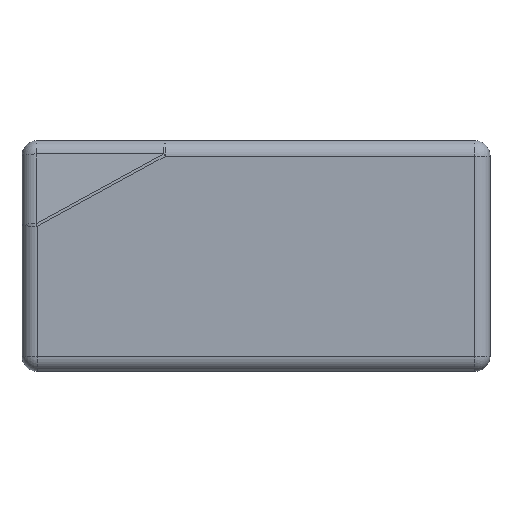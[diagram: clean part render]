
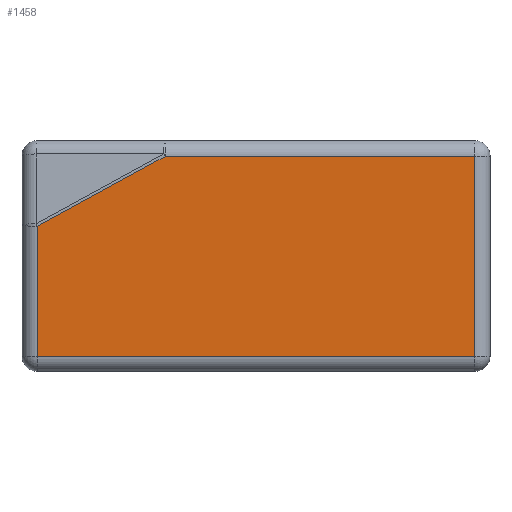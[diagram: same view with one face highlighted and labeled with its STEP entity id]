
A CAD part, top view. The second image highlights one B-rep face of the part: STEP entity #1458.
In plain terms, the highlighted planar face has unit normal (0, -0.04, 0.999).
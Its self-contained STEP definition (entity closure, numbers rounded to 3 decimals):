
#100 = CYLINDRICAL_SURFACE('',#101,5.);
#101 = AXIS2_PLACEMENT_3D('',#102,#103,#104);
#102 = CARTESIAN_POINT('',(0.,5.,10.196));
#103 = DIRECTION('',(1.,0.,0.));
#104 = DIRECTION('',(0.,-1.,0.));
#663 = VERTEX_POINT('',#664);
#664 = CARTESIAN_POINT('',(5.,4.8,15.192));
#686 = EDGE_CURVE('',#663,#687,#689,.T.);
#687 = VERTEX_POINT('',#688);
#688 = CARTESIAN_POINT('',(147.,4.8,15.192));
#689 = SURFACE_CURVE('',#690,(#694,#701),.PCURVE_S1.);
#690 = LINE('',#691,#692);
#691 = CARTESIAN_POINT('',(0.,4.8,15.192));
#692 = VECTOR('',#693,1.);
#693 = DIRECTION('',(1.,0.,0.));
#694 = PCURVE('',#100,#695);
#695 = DEFINITIONAL_REPRESENTATION('',(#696),#700);
#696 = LINE('',#697,#698);
#697 = CARTESIAN_POINT('',(-1.531,0.));
#698 = VECTOR('',#699,1.);
#699 = DIRECTION('',(-0.,1.));
#700 = ( GEOMETRIC_REPRESENTATION_CONTEXT(2) 
PARAMETRIC_REPRESENTATION_CONTEXT() REPRESENTATION_CONTEXT('2D SPACE',''
  ) );
#701 = PCURVE('',#702,#707);
#702 = PLANE('',#703);
#703 = AXIS2_PLACEMENT_3D('',#704,#705,#706);
#704 = CARTESIAN_POINT('',(0.,0.,15.));
#705 = DIRECTION('',(0.,-0.04,0.999));
#706 = DIRECTION('',(0.,0.999,0.04));
#707 = DEFINITIONAL_REPRESENTATION('',(#708),#712);
#708 = LINE('',#709,#710);
#709 = CARTESIAN_POINT('',(4.804,0.));
#710 = VECTOR('',#711,1.);
#711 = DIRECTION('',(0.,-1.));
#712 = ( GEOMETRIC_REPRESENTATION_CONTEXT(2) 
PARAMETRIC_REPRESENTATION_CONTEXT() REPRESENTATION_CONTEXT('2D SPACE',''
  ) );
#805 = CYLINDRICAL_SURFACE('',#806,5.);
#806 = AXIS2_PLACEMENT_3D('',#807,#808,#809);
#807 = CARTESIAN_POINT('',(5.,0.2,10.004));
#808 = DIRECTION('',(0.,0.999,0.04));
#809 = DIRECTION('',(0.,-0.04,0.999));
#839 = CYLINDRICAL_SURFACE('',#840,5.);
#840 = AXIS2_PLACEMENT_3D('',#841,#842,#843);
#841 = CARTESIAN_POINT('',(147.,0.2,10.004));
#842 = DIRECTION('',(0.,0.999,0.04));
#843 = DIRECTION('',(1.,0.,-0.));
#1012 = CYLINDRICAL_SURFACE('',#1013,5.);
#1013 = AXIS2_PLACEMENT_3D('',#1014,#1015,#1016);
#1014 = CARTESIAN_POINT('',(152.,70.,12.796));
#1015 = DIRECTION('',(-1.,0.,0.));
#1016 = DIRECTION('',(0.,-0.04,0.999));
#1458 = ADVANCED_FACE('',(#1459),#702,.T.);
#1459 = FACE_BOUND('',#1460,.T.);
#1460 = EDGE_LOOP('',(#1461,#1462,#1485,#1508,#1536));
#1461 = ORIENTED_EDGE('',*,*,#686,.T.);
#1462 = ORIENTED_EDGE('',*,*,#1463,.T.);
#1463 = EDGE_CURVE('',#687,#1464,#1466,.T.);
#1464 = VERTEX_POINT('',#1465);
#1465 = CARTESIAN_POINT('',(147.,69.8,17.792));
#1466 = SURFACE_CURVE('',#1467,(#1471,#1478),.PCURVE_S1.);
#1467 = LINE('',#1468,#1469);
#1468 = CARTESIAN_POINT('',(147.,0.,15.));
#1469 = VECTOR('',#1470,1.);
#1470 = DIRECTION('',(0.,0.999,0.04));
#1471 = PCURVE('',#702,#1472);
#1472 = DEFINITIONAL_REPRESENTATION('',(#1473),#1477);
#1473 = LINE('',#1474,#1475);
#1474 = CARTESIAN_POINT('',(0.,-147.));
#1475 = VECTOR('',#1476,1.);
#1476 = DIRECTION('',(1.,0.));
#1477 = ( GEOMETRIC_REPRESENTATION_CONTEXT(2) 
PARAMETRIC_REPRESENTATION_CONTEXT() REPRESENTATION_CONTEXT('2D SPACE',''
  ) );
#1478 = PCURVE('',#839,#1479);
#1479 = DEFINITIONAL_REPRESENTATION('',(#1480),#1484);
#1480 = LINE('',#1481,#1482);
#1481 = CARTESIAN_POINT('',(-1.571,0.));
#1482 = VECTOR('',#1483,1.);
#1483 = DIRECTION('',(-0.,1.));
#1484 = ( GEOMETRIC_REPRESENTATION_CONTEXT(2) 
PARAMETRIC_REPRESENTATION_CONTEXT() REPRESENTATION_CONTEXT('2D SPACE',''
  ) );
#1485 = ORIENTED_EDGE('',*,*,#1486,.T.);
#1486 = EDGE_CURVE('',#1464,#1487,#1489,.T.);
#1487 = VERTEX_POINT('',#1488);
#1488 = CARTESIAN_POINT('',(46.454,69.8,
    17.792));
#1489 = SURFACE_CURVE('',#1490,(#1494,#1501),.PCURVE_S1.);
#1490 = LINE('',#1491,#1492);
#1491 = CARTESIAN_POINT('',(152.,69.8,17.792));
#1492 = VECTOR('',#1493,1.);
#1493 = DIRECTION('',(-1.,0.,0.));
#1494 = PCURVE('',#702,#1495);
#1495 = DEFINITIONAL_REPRESENTATION('',(#1496),#1500);
#1496 = LINE('',#1497,#1498);
#1497 = CARTESIAN_POINT('',(69.856,-152.));
#1498 = VECTOR('',#1499,1.);
#1499 = DIRECTION('',(0.,1.));
#1500 = ( GEOMETRIC_REPRESENTATION_CONTEXT(2) 
PARAMETRIC_REPRESENTATION_CONTEXT() REPRESENTATION_CONTEXT('2D SPACE',''
  ) );
#1501 = PCURVE('',#1012,#1502);
#1502 = DEFINITIONAL_REPRESENTATION('',(#1503),#1507);
#1503 = LINE('',#1504,#1505);
#1504 = CARTESIAN_POINT('',(0.,0.));
#1505 = VECTOR('',#1506,1.);
#1506 = DIRECTION('',(0.,1.));
#1507 = ( GEOMETRIC_REPRESENTATION_CONTEXT(2) 
PARAMETRIC_REPRESENTATION_CONTEXT() REPRESENTATION_CONTEXT('2D SPACE',''
  ) );
#1508 = ORIENTED_EDGE('',*,*,#1509,.T.);
#1509 = EDGE_CURVE('',#1487,#1510,#1512,.T.);
#1510 = VERTEX_POINT('',#1511);
#1511 = CARTESIAN_POINT('',(5.,47.189,16.888));
#1512 = SURFACE_CURVE('',#1513,(#1517,#1524),.PCURVE_S1.);
#1513 = LINE('',#1514,#1515);
#1514 = CARTESIAN_POINT('',(55.227,74.585,17.983
    ));
#1515 = VECTOR('',#1516,1.);
#1516 = DIRECTION('',(-0.878,-0.479,-0.019
    ));
#1517 = PCURVE('',#702,#1518);
#1518 = DEFINITIONAL_REPRESENTATION('',(#1519),#1523);
#1519 = LINE('',#1520,#1521);
#1520 = CARTESIAN_POINT('',(74.645,-55.227));
#1521 = VECTOR('',#1522,1.);
#1522 = DIRECTION('',(-0.479,0.878));
#1523 = ( GEOMETRIC_REPRESENTATION_CONTEXT(2) 
PARAMETRIC_REPRESENTATION_CONTEXT() REPRESENTATION_CONTEXT('2D SPACE',''
  ) );
#1524 = PCURVE('',#1525,#1530);
#1525 = CYLINDRICAL_SURFACE('',#1526,5.);
#1526 = AXIS2_PLACEMENT_3D('',#1527,#1528,#1529);
#1527 = CARTESIAN_POINT('',(55.227,74.785,
    12.987));
#1528 = DIRECTION('',(-0.878,-0.479,-0.019
    ));
#1529 = DIRECTION('',(0.,-0.04,
    0.999));
#1530 = DEFINITIONAL_REPRESENTATION('',(#1531),#1535);
#1531 = LINE('',#1532,#1533);
#1532 = CARTESIAN_POINT('',(0.,0.));
#1533 = VECTOR('',#1534,1.);
#1534 = DIRECTION('',(0.,1.));
#1535 = ( GEOMETRIC_REPRESENTATION_CONTEXT(2) 
PARAMETRIC_REPRESENTATION_CONTEXT() REPRESENTATION_CONTEXT('2D SPACE',''
  ) );
#1536 = ORIENTED_EDGE('',*,*,#1537,.F.);
#1537 = EDGE_CURVE('',#663,#1510,#1538,.T.);
#1538 = SURFACE_CURVE('',#1539,(#1543,#1550),.PCURVE_S1.);
#1539 = LINE('',#1540,#1541);
#1540 = CARTESIAN_POINT('',(5.,0.,15.));
#1541 = VECTOR('',#1542,1.);
#1542 = DIRECTION('',(0.,0.999,0.04));
#1543 = PCURVE('',#702,#1544);
#1544 = DEFINITIONAL_REPRESENTATION('',(#1545),#1549);
#1545 = LINE('',#1546,#1547);
#1546 = CARTESIAN_POINT('',(0.,-5.));
#1547 = VECTOR('',#1548,1.);
#1548 = DIRECTION('',(1.,0.));
#1549 = ( GEOMETRIC_REPRESENTATION_CONTEXT(2) 
PARAMETRIC_REPRESENTATION_CONTEXT() REPRESENTATION_CONTEXT('2D SPACE',''
  ) );
#1550 = PCURVE('',#805,#1551);
#1551 = DEFINITIONAL_REPRESENTATION('',(#1552),#1556);
#1552 = LINE('',#1553,#1554);
#1553 = CARTESIAN_POINT('',(-0.,0.));
#1554 = VECTOR('',#1555,1.);
#1555 = DIRECTION('',(-0.,1.));
#1556 = ( GEOMETRIC_REPRESENTATION_CONTEXT(2) 
PARAMETRIC_REPRESENTATION_CONTEXT() REPRESENTATION_CONTEXT('2D SPACE',''
  ) );
